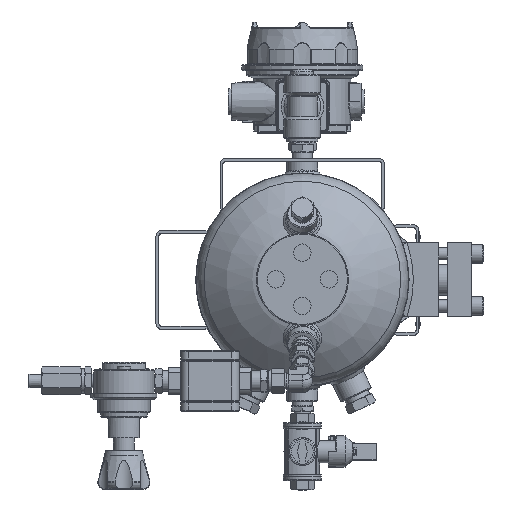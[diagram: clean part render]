
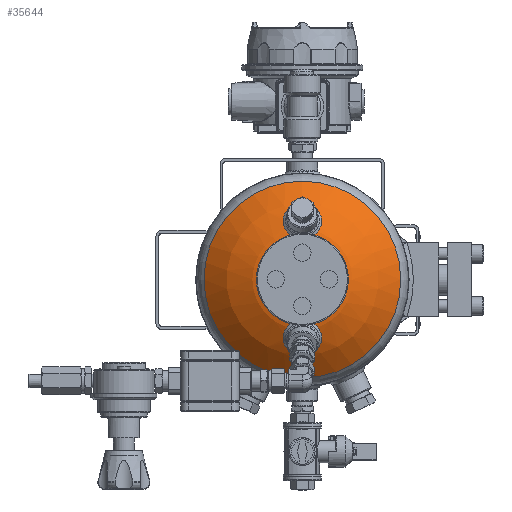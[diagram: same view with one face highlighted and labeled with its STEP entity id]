
A CAD part, top view. The second image highlights one B-rep face of the part: STEP entity #35644.
In plain terms, the highlighted spherical face has radius 140.215 mm.
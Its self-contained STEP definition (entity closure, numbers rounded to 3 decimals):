
#4738=SPHERICAL_SURFACE('',#50895,140.215);
#6701=CIRCLE('',#50896,17.526);
#6702=CIRCLE('',#50897,22.513);
#6703=CIRCLE('',#50898,17.526);
#6704=CIRCLE('',#50899,101.553);
#8677=ORIENTED_EDGE('',*,*,#18828,.T.);
#8678=ORIENTED_EDGE('',*,*,#18829,.T.);
#8679=ORIENTED_EDGE('',*,*,#18830,.T.);
#8680=ORIENTED_EDGE('',*,*,#18831,.F.);
#18828=EDGE_CURVE('',#23916,#23916,#6701,.T.);
#18829=EDGE_CURVE('',#23917,#23917,#6702,.T.);
#18830=EDGE_CURVE('',#23918,#23918,#6703,.T.);
#18831=EDGE_CURVE('',#23919,#23919,#6704,.T.);
#23916=VERTEX_POINT('',#67908);
#23917=VERTEX_POINT('',#67910);
#23918=VERTEX_POINT('',#67912);
#23919=VERTEX_POINT('',#67914);
#28246=EDGE_LOOP('',(#8677));
#28247=EDGE_LOOP('',(#8678));
#28248=EDGE_LOOP('',(#8679));
#28249=EDGE_LOOP('',(#8680));
#31599=FACE_BOUND('',#28246,.T.);
#31600=FACE_BOUND('',#28247,.T.);
#31601=FACE_BOUND('',#28248,.T.);
#31602=FACE_BOUND('',#28249,.T.);
#35644=ADVANCED_FACE('',(#31599,#31600,#31601,#31602),#4738,.T.);
#50895=AXIS2_PLACEMENT_3D('',#67906,#55370,#55371);
#50896=AXIS2_PLACEMENT_3D('',#67907,#55372,#55373);
#50897=AXIS2_PLACEMENT_3D('',#67909,#55374,#55375);
#50898=AXIS2_PLACEMENT_3D('',#67911,#55376,#55377);
#50899=AXIS2_PLACEMENT_3D('',#67913,#55378,#55379);
#55370=DIRECTION('',(0.,0.,-1.));
#55371=DIRECTION('',(-1.,0.,0.));
#55372=DIRECTION('',(-0.435,0.,-0.9));
#55373=DIRECTION('',(-0.9,0.,0.435));
#55374=DIRECTION('',(0.,0.,-1.));
#55375=DIRECTION('',(-1.,0.,0.));
#55376=DIRECTION('',(0.435,0.,-0.9));
#55377=DIRECTION('',(-0.9,0.,-0.435));
#55378=DIRECTION('',(0.,0.,-1.));
#55379=DIRECTION('',(-1.,0.,0.));
#67906=CARTESIAN_POINT('',(0.,0.,-38.615));
#67907=CARTESIAN_POINT('',(60.522,0.,86.646));
#67908=CARTESIAN_POINT('',(44.741,0.,94.27));
#67909=CARTESIAN_POINT('',(0.,0.,99.781));
#67910=CARTESIAN_POINT('',(-22.513,0.,99.781));
#67911=CARTESIAN_POINT('',(-60.522,0.,86.646));
#67912=CARTESIAN_POINT('',(-76.302,0.,79.021));
#67913=CARTESIAN_POINT('',(0.,0.,58.066));
#67914=CARTESIAN_POINT('',(-101.553,0.,58.066));
